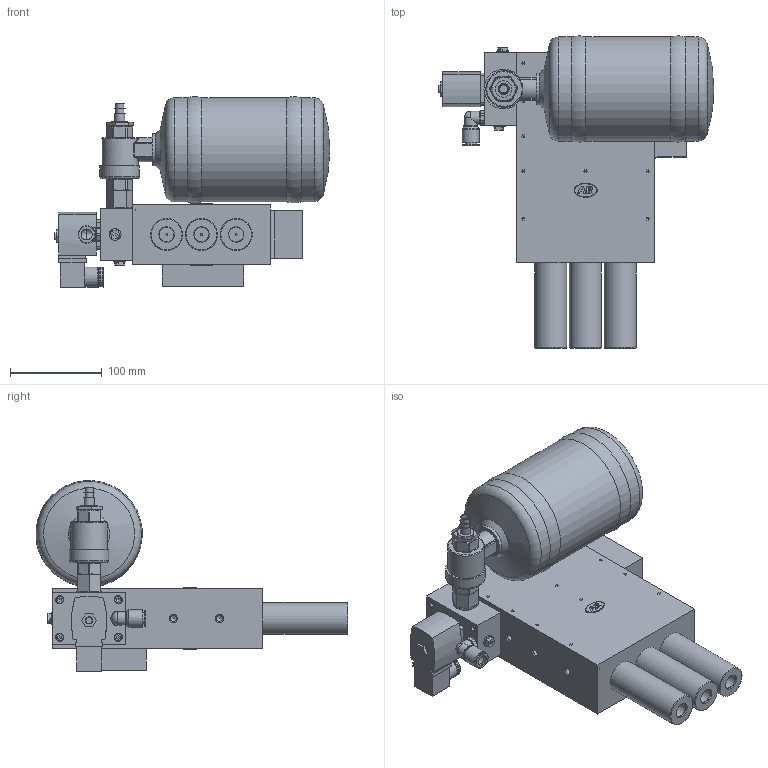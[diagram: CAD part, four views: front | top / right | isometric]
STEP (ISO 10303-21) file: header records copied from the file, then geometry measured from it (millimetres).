
FILE_DESCRIPTION(/* description */ (''),/* implementation_level */ '2;1');
FILE_NAME(/* name */ 'cvk10svaqxxx.stp',/* time_stamp */ '2021-09-09T13:11:37+02:00',/* author */ ('enginyeria'),/* organization */ (''),/* preprocessor_version */ 'ST-DEVELOPER v17.2',/* originating_system */ 'Autodesk Inventor 2019',/* authorisation */ '');
FILE_SCHEMA (('CONFIG_CONTROL_DESIGN'));
Length unit declared in the file: millimetre
Products named in the file (1): Pieza41
Bounding box: 301.12 x 340.9 x 208.25 mm (x, y, z)
Volume: 4884629.3 mm3; surface area: 346901.2 mm2
Topology: 3 solids, 48 shells, 1186 faces, 3048 edges, 2035 vertices
Faces by surface type: plane 658, cylinder 308, cone 103, bspline 61, torus 52, sphere 4
Full cylindrical faces by diameter (mm): 1.8 x1, 2 x3, 3.242 x4, 3.459 x4, 3.5 x7, 4.134 x4, 5 x8, 5.5 x2, 6 x4, 6.5 x1, 6.647 x3, 7 x3, 8 x2, 8.5 x4, 8.566 x2, 8.9 x1, 9 x5, 10 x2, 10.5 x1, 11 x1, 11.445 x1, 11.5 x2, 12 x2, 13 x3, 13.2 x1, 14.6 x5, 14.604 x1, 14.95 x2, 16 x3, 17 x6
Entity records: 41190 total; most frequent: CARTESIAN_POINT 13026, ORIENTED_EDGE 5984, DIRECTION 5679, EDGE_CURVE 2992, AXIS2_PLACEMENT_3D 2073, VERTEX_POINT 2035, LINE 1533, VECTOR 1533
